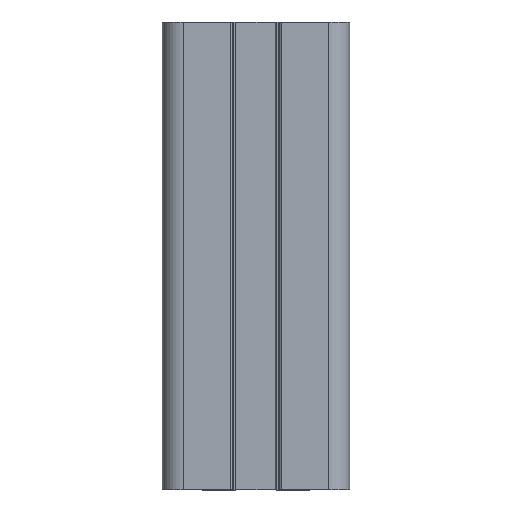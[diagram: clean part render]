
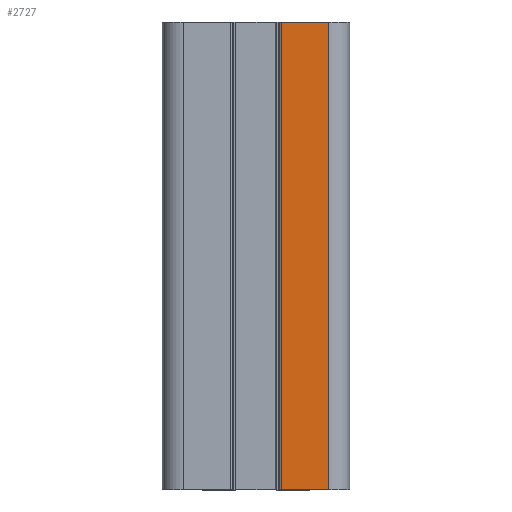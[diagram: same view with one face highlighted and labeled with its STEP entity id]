
A CAD part, front view. The second image highlights one B-rep face of the part: STEP entity #2727.
In plain terms, the highlighted planar face has unit normal (0, -1, 0).
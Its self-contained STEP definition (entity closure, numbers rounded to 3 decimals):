
#69 = ORIENTED_EDGE ( 'NONE', *, *, #11409, .F. ) ;
#1224 = CARTESIAN_POINT ( 'NONE',  ( 6648.022, 3539.54, 100. ) ) ;
#1741 = DIRECTION ( 'NONE',  ( 0., 0., -1. ) ) ;
#2711 = LINE ( 'NONE', #4525, #9909 ) ;
#2727 = ADVANCED_FACE ( 'NONE', ( #10213 ), #10602, .F. ) ;
#2823 = VECTOR ( 'NONE', #11603, 1000. ) ;
#3765 = VERTEX_POINT ( 'NONE', #6449 ) ;
#4148 = VECTOR ( 'NONE', #10611, 1000. ) ;
#4301 = VECTOR ( 'NONE', #8326, 1000. ) ;
#4525 = CARTESIAN_POINT ( 'NONE',  ( 6658.122, 3539.54, 100. ) ) ;
#4992 = DIRECTION ( 'NONE',  ( 0., 1., 0. ) ) ;
#5146 = EDGE_CURVE ( 'NONE', #3765, #9203, #5615, .T. ) ;
#5615 = LINE ( 'NONE', #10642, #2823 ) ;
#5915 = AXIS2_PLACEMENT_3D ( 'NONE', #1224, #4992, #11559 ) ;
#6013 = CARTESIAN_POINT ( 'NONE',  ( 6648.022, 3539.54, 100. ) ) ;
#6449 = CARTESIAN_POINT ( 'NONE',  ( 6648.022, 3539.54, 0. ) ) ;
#6576 = VERTEX_POINT ( 'NONE', #10122 ) ;
#6788 = EDGE_LOOP ( 'NONE', ( #69, #10933, #9698, #8929 ) ) ;
#6806 = LINE ( 'NONE', #7381, #4301 ) ;
#6892 = EDGE_CURVE ( 'NONE', #3765, #6576, #11629, .T. ) ;
#6911 = CARTESIAN_POINT ( 'NONE',  ( 6658.122, 3539.54, 100. ) ) ;
#7381 = CARTESIAN_POINT ( 'NONE',  ( 6646.687, 3539.54, 100. ) ) ;
#7817 = CARTESIAN_POINT ( 'NONE',  ( 6648.022, 3539.54, 0. ) ) ;
#8234 = EDGE_CURVE ( 'NONE', #9203, #11696, #6806, .T. ) ;
#8326 = DIRECTION ( 'NONE',  ( 1., 0., 0. ) ) ;
#8929 = ORIENTED_EDGE ( 'NONE', *, *, #6892, .T. ) ;
#9203 = VERTEX_POINT ( 'NONE', #6013 ) ;
#9698 = ORIENTED_EDGE ( 'NONE', *, *, #5146, .F. ) ;
#9909 = VECTOR ( 'NONE', #1741, 1000. ) ;
#10122 = CARTESIAN_POINT ( 'NONE',  ( 6658.122, 3539.54, 0. ) ) ;
#10213 = FACE_OUTER_BOUND ( 'NONE', #6788, .T. ) ;
#10602 = PLANE ( 'NONE',  #5915 ) ;
#10611 = DIRECTION ( 'NONE',  ( 1., 0., 0. ) ) ;
#10642 = CARTESIAN_POINT ( 'NONE',  ( 6648.022, 3539.54, 100. ) ) ;
#10933 = ORIENTED_EDGE ( 'NONE', *, *, #8234, .F. ) ;
#11409 = EDGE_CURVE ( 'NONE', #11696, #6576, #2711, .T. ) ;
#11559 = DIRECTION ( 'NONE',  ( 0., 0., 1. ) ) ;
#11603 = DIRECTION ( 'NONE',  ( 0., 0., 1. ) ) ;
#11629 = LINE ( 'NONE', #7817, #4148 ) ;
#11696 = VERTEX_POINT ( 'NONE', #6911 ) ;
